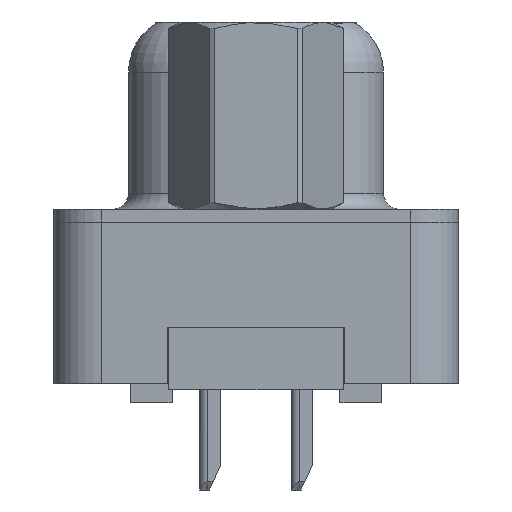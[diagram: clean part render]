
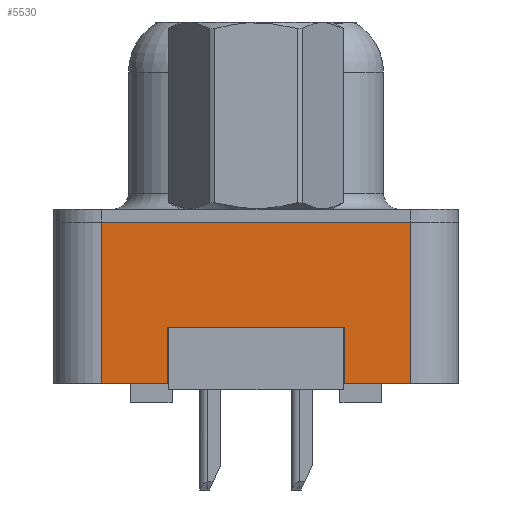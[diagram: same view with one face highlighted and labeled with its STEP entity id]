
A CAD part, left-side view. The second image highlights one B-rep face of the part: STEP entity #5530.
In plain terms, the highlighted planar face has unit normal (-1, 0, 0).
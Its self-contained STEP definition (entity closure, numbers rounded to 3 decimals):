
#808 = LINE ( 'NONE', #1003, #2877 ) ;
#1003 = CARTESIAN_POINT ( 'NONE',  ( -2.945, -4.775, 0. ) ) ;
#1043 = EDGE_CURVE ( 'NONE', #9172, #6335, #9095, .T. ) ;
#2051 = DIRECTION ( 'NONE',  ( 0., -1., 0. ) ) ;
#2301 = CARTESIAN_POINT ( 'NONE',  ( -2.945, 4.775, -5. ) ) ;
#2423 = VECTOR ( 'NONE', #4767, 1000. ) ;
#2558 = ORIENTED_EDGE ( 'NONE', *, *, #16723, .T. ) ;
#2877 = VECTOR ( 'NONE', #11041, 1000. ) ;
#2982 = VECTOR ( 'NONE', #2051, 1000. ) ;
#3206 = DIRECTION ( 'NONE',  ( 0., 0., -1. ) ) ;
#3304 = LINE ( 'NONE', #8134, #2423 ) ;
#3605 = VECTOR ( 'NONE', #3206, 1000. ) ;
#3856 = ORIENTED_EDGE ( 'NONE', *, *, #14488, .T. ) ;
#4183 = PLANE ( 'NONE',  #9374 ) ;
#4767 = DIRECTION ( 'NONE',  ( 0., -1., 0. ) ) ;
#5530 = ADVANCED_FACE ( 'NONE', ( #10893 ), #4183, .T. ) ;
#5793 = VERTEX_POINT ( 'NONE', #10423 ) ;
#6335 = VERTEX_POINT ( 'NONE', #13424 ) ;
#6695 = ORIENTED_EDGE ( 'NONE', *, *, #1043, .F. ) ;
#7183 = VECTOR ( 'NONE', #12336, 1000. ) ;
#7476 = EDGE_LOOP ( 'NONE', ( #3856, #19828, #19323, #18551, #16832, #2558, #6695, #18038 ) ) ;
#7544 = VECTOR ( 'NONE', #11428, 1000. ) ;
#7591 = EDGE_CURVE ( 'NONE', #5793, #15283, #21437, .T. ) ;
#7755 = CARTESIAN_POINT ( 'NONE',  ( -2.945, 2.75, -3.25 ) ) ;
#8134 = CARTESIAN_POINT ( 'NONE',  ( -2.945, -4.775, -5. ) ) ;
#8908 = EDGE_CURVE ( 'NONE', #21288, #17890, #808, .T. ) ;
#9095 = LINE ( 'NONE', #15916, #14564 ) ;
#9172 = VERTEX_POINT ( 'NONE', #7755 ) ;
#9202 = EDGE_CURVE ( 'NONE', #15283, #17890, #9759, .T. ) ;
#9227 = VERTEX_POINT ( 'NONE', #11544 ) ;
#9374 = AXIS2_PLACEMENT_3D ( 'NONE', #14568, #12687, #16256 ) ;
#9759 = LINE ( 'NONE', #21384, #7544 ) ;
#10423 = CARTESIAN_POINT ( 'NONE',  ( -2.945, -2.75, -5. ) ) ;
#10576 = LINE ( 'NONE', #12364, #17487 ) ;
#10893 = FACE_OUTER_BOUND ( 'NONE', #7476, .T. ) ;
#11041 = DIRECTION ( 'NONE',  ( 0., -1., 0. ) ) ;
#11389 = CARTESIAN_POINT ( 'NONE',  ( -2.945, -4.775, 0. ) ) ;
#11428 = DIRECTION ( 'NONE',  ( 0., 0., 1. ) ) ;
#11544 = CARTESIAN_POINT ( 'NONE',  ( -2.945, 4.775, -5. ) ) ;
#12136 = DIRECTION ( 'NONE',  ( 0., 1., 0. ) ) ;
#12336 = DIRECTION ( 'NONE',  ( 0., 0., 1. ) ) ;
#12364 = CARTESIAN_POINT ( 'NONE',  ( -2.945, 2.75, -3.25 ) ) ;
#12687 = DIRECTION ( 'NONE',  ( -1., 0., 0. ) ) ;
#12797 = EDGE_CURVE ( 'NONE', #9227, #21288, #13918, .T. ) ;
#13424 = CARTESIAN_POINT ( 'NONE',  ( -2.945, 2.75, -5. ) ) ;
#13918 = LINE ( 'NONE', #2301, #7183 ) ;
#14488 = EDGE_CURVE ( 'NONE', #19542, #5793, #18530, .T. ) ;
#14564 = VECTOR ( 'NONE', #20942, 1000. ) ;
#14568 = CARTESIAN_POINT ( 'NONE',  ( -2.945, -4.775, -5. ) ) ;
#14848 = CARTESIAN_POINT ( 'NONE',  ( -2.945, -2.75, -3.25 ) ) ;
#15283 = VERTEX_POINT ( 'NONE', #16995 ) ;
#15916 = CARTESIAN_POINT ( 'NONE',  ( -2.945, 2.75, -3.25 ) ) ;
#16256 = DIRECTION ( 'NONE',  ( 0., 0., 1. ) ) ;
#16297 = CARTESIAN_POINT ( 'NONE',  ( -2.945, 4.775, 0. ) ) ;
#16723 = EDGE_CURVE ( 'NONE', #9227, #6335, #3304, .T. ) ;
#16832 = ORIENTED_EDGE ( 'NONE', *, *, #12797, .F. ) ;
#16980 = CARTESIAN_POINT ( 'NONE',  ( -2.945, -2.75, -3.25 ) ) ;
#16995 = CARTESIAN_POINT ( 'NONE',  ( -2.945, -4.775, -5. ) ) ;
#17487 = VECTOR ( 'NONE', #12136, 1000. ) ;
#17890 = VERTEX_POINT ( 'NONE', #11389 ) ;
#18038 = ORIENTED_EDGE ( 'NONE', *, *, #21581, .F. ) ;
#18085 = CARTESIAN_POINT ( 'NONE',  ( -2.945, -4.775, -5. ) ) ;
#18530 = LINE ( 'NONE', #14848, #3605 ) ;
#18551 = ORIENTED_EDGE ( 'NONE', *, *, #8908, .F. ) ;
#19323 = ORIENTED_EDGE ( 'NONE', *, *, #9202, .T. ) ;
#19542 = VERTEX_POINT ( 'NONE', #16980 ) ;
#19828 = ORIENTED_EDGE ( 'NONE', *, *, #7591, .T. ) ;
#20942 = DIRECTION ( 'NONE',  ( 0., 0., -1. ) ) ;
#21288 = VERTEX_POINT ( 'NONE', #16297 ) ;
#21384 = CARTESIAN_POINT ( 'NONE',  ( -2.945, -4.775, -5. ) ) ;
#21437 = LINE ( 'NONE', #18085, #2982 ) ;
#21581 = EDGE_CURVE ( 'NONE', #19542, #9172, #10576, .T. ) ;
